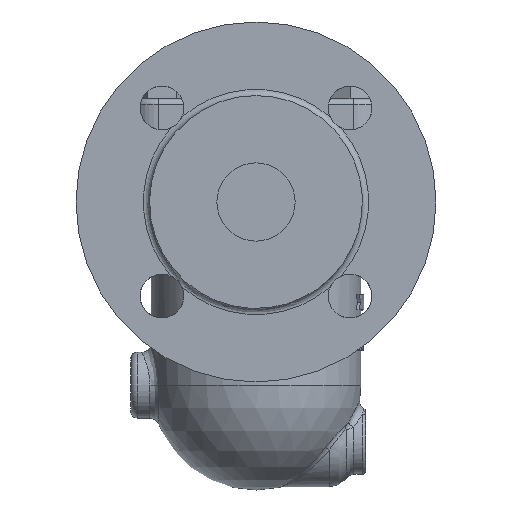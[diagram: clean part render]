
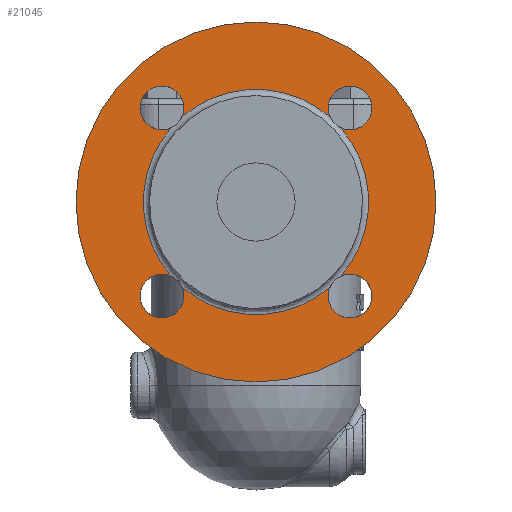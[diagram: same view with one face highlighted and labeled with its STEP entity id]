
A CAD part, left-side view. The second image highlights one B-rep face of the part: STEP entity #21045.
In plain terms, the highlighted planar face has unit normal (-1, 0, 0).
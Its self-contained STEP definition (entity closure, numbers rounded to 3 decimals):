
#20845=CARTESIAN_POINT('',(-75.,-23.71,85.59));
#20846=VERTEX_POINT('',#20845);
#20847=CARTESIAN_POINT('',(-75.,-27.09,82.21));
#20848=VERTEX_POINT('',#20847);
#20864=CARTESIAN_POINT('',(-75.,23.71,85.59));
#20865=VERTEX_POINT('',#20864);
#20866=CARTESIAN_POINT('',(-75.,0.0,58.5));
#20867=DIRECTION('',(-1.0,0.0,0.0));
#20868=DIRECTION('',(0.0,0.0,-1.0));
#20869=AXIS2_PLACEMENT_3D('',#20866,#20867,#20868);
#20870=CIRCLE('',#20869,36.);
#20871=EDGE_CURVE('',#20846,#20865,#20870,.T.);
#20873=CARTESIAN_POINT('',(-75.,27.09,82.21));
#20874=VERTEX_POINT('',#20873);
#20890=CARTESIAN_POINT('',(-75.,27.09,34.79));
#20891=VERTEX_POINT('',#20890);
#20892=CARTESIAN_POINT('',(-75.,0.0,58.5));
#20893=DIRECTION('',(-1.0,0.0,0.0));
#20894=DIRECTION('',(0.0,0.0,-1.0));
#20895=AXIS2_PLACEMENT_3D('',#20892,#20893,#20894);
#20896=CIRCLE('',#20895,36.);
#20897=EDGE_CURVE('',#20874,#20891,#20896,.T.);
#20899=CARTESIAN_POINT('',(-75.,23.71,31.41));
#20900=VERTEX_POINT('',#20899);
#20916=CARTESIAN_POINT('',(-75.,-23.71,31.41));
#20917=VERTEX_POINT('',#20916);
#20918=CARTESIAN_POINT('',(-75.,0.0,58.5));
#20919=DIRECTION('',(-1.0,0.0,0.0));
#20920=DIRECTION('',(0.0,0.0,-1.0));
#20921=AXIS2_PLACEMENT_3D('',#20918,#20919,#20920);
#20922=CIRCLE('',#20921,36.);
#20923=EDGE_CURVE('',#20900,#20917,#20922,.T.);
#20925=CARTESIAN_POINT('',(-75.,-27.09,34.79));
#20926=VERTEX_POINT('',#20925);
#20942=CARTESIAN_POINT('',(-75.,0.0,58.5));
#20943=DIRECTION('',(-1.0,0.0,0.0));
#20944=DIRECTION('',(0.0,0.0,-1.0));
#20945=AXIS2_PLACEMENT_3D('',#20942,#20943,#20944);
#20946=CIRCLE('',#20945,36.);
#20947=EDGE_CURVE('',#20926,#20848,#20946,.T.);
#20988=CARTESIAN_POINT('',(-75.,0.,116.));
#20989=VERTEX_POINT('',#20988);
#20990=CARTESIAN_POINT('',(-75.,0.0,58.5));
#20991=DIRECTION('',(1.0,0.0,0.0));
#20992=DIRECTION('',(0.0,0.0,-1.0));
#20993=AXIS2_PLACEMENT_3D('',#20990,#20991,#20992);
#20994=CIRCLE('',#20993,57.5);
#20995=EDGE_CURVE('',#20989,#20989,#20994,.T.);
#21003=CARTESIAN_POINT('',(-75.,0.0,58.5));
#21004=DIRECTION('',(1.0,0.0,0.0));
#21005=DIRECTION('',(0.0,0.0,-1.0));
#21006=AXIS2_PLACEMENT_3D('',#21003,#21004,#21005);
#21007=PLANE('',#21006);
#21008=ORIENTED_EDGE('',*,*,#20995,.F.);
#21009=EDGE_LOOP('',(#21008));
#21010=FACE_OUTER_BOUND('',#21009,.T.);
#21011=ORIENTED_EDGE('',*,*,#20947,.F.);
#21012=CARTESIAN_POINT('',(-75.,-30.052,28.448));
#21013=DIRECTION('',(-1.0,0.0,0.0));
#21014=DIRECTION('',(0.0,0.0,-1.0));
#21015=AXIS2_PLACEMENT_3D('',#21012,#21013,#21014);
#21016=CIRCLE('',#21015,7.);
#21017=EDGE_CURVE('',#20917,#20926,#21016,.T.);
#21018=ORIENTED_EDGE('',*,*,#21017,.F.);
#21019=ORIENTED_EDGE('',*,*,#20923,.F.);
#21020=CARTESIAN_POINT('',(-75.,30.052,28.448));
#21021=DIRECTION('',(-1.0,0.0,0.0));
#21022=DIRECTION('',(0.0,1.0,0.0));
#21023=AXIS2_PLACEMENT_3D('',#21020,#21021,#21022);
#21024=CIRCLE('',#21023,7.);
#21025=EDGE_CURVE('',#20891,#20900,#21024,.T.);
#21026=ORIENTED_EDGE('',*,*,#21025,.F.);
#21027=ORIENTED_EDGE('',*,*,#20897,.F.);
#21028=CARTESIAN_POINT('',(-75.,30.052,88.552));
#21029=DIRECTION('',(-1.0,0.0,0.0));
#21030=DIRECTION('',(0.0,0.0,1.0));
#21031=AXIS2_PLACEMENT_3D('',#21028,#21029,#21030);
#21032=CIRCLE('',#21031,7.);
#21033=EDGE_CURVE('',#20865,#20874,#21032,.T.);
#21034=ORIENTED_EDGE('',*,*,#21033,.F.);
#21035=ORIENTED_EDGE('',*,*,#20871,.F.);
#21036=CARTESIAN_POINT('',(-75.,-30.052,88.552));
#21037=DIRECTION('',(-1.0,0.0,0.0));
#21038=DIRECTION('',(0.0,-1.0,0.0));
#21039=AXIS2_PLACEMENT_3D('',#21036,#21037,#21038);
#21040=CIRCLE('',#21039,7.);
#21041=EDGE_CURVE('',#20848,#20846,#21040,.T.);
#21042=ORIENTED_EDGE('',*,*,#21041,.F.);
#21043=EDGE_LOOP('',(#21011,#21018,#21019,#21026,#21027,#21034,#21035,#21042));
#21044=FACE_BOUND('',#21043,.T.);
#21045=ADVANCED_FACE('',(#21010,#21044),#21007,.F.);
